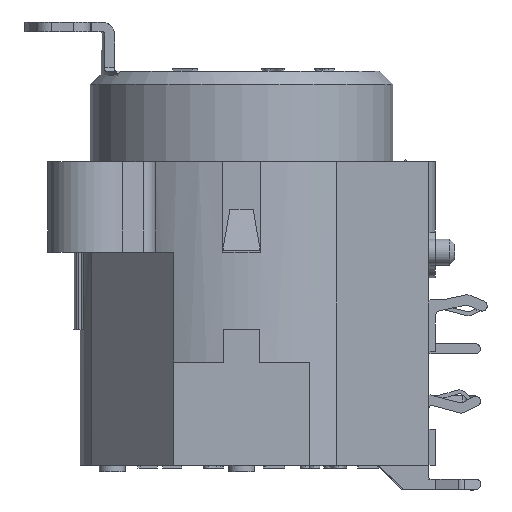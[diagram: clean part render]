
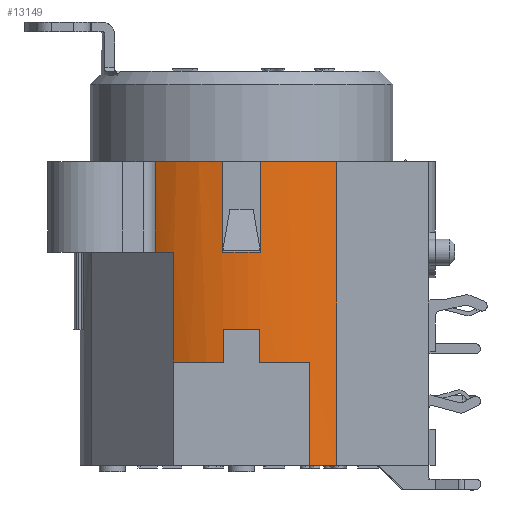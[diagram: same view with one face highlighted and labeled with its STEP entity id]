
A CAD part, left-side view. The second image highlights one B-rep face of the part: STEP entity #13149.
In plain terms, the highlighted cylindrical face has radius 13 mm (diameter 26 mm), a partial arc.
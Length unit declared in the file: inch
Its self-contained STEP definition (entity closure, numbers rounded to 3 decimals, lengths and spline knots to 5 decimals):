
#632=CYLINDRICAL_SURFACE('',#13919,0.51181);
#826=FACE_OUTER_BOUND('',#1528,.T.);
#1528=EDGE_LOOP('',(#8429,#8430,#8431,#8432,#8433,#8434,#8435,#8436,#8437,
#8438,#8439,#8440,#8441,#8442,#8443,#8444));
#2398=LINE('',#17734,#3691);
#2399=LINE('',#17738,#3692);
#2400=LINE('',#17742,#3693);
#2401=LINE('',#17746,#3694);
#2402=LINE('',#17750,#3695);
#2403=LINE('',#17754,#3696);
#2404=LINE('',#17758,#3697);
#2405=LINE('',#17761,#3698);
#3691=VECTOR('',#14886,0.3937);
#3692=VECTOR('',#14889,0.3937);
#3693=VECTOR('',#14892,0.3937);
#3694=VECTOR('',#14895,0.3937);
#3695=VECTOR('',#14898,0.3937);
#3696=VECTOR('',#14901,0.3937);
#3697=VECTOR('',#14904,0.3937);
#3698=VECTOR('',#14907,0.3937);
#4882=CIRCLE('',#13920,0.51181);
#4883=CIRCLE('',#13921,0.51181);
#4884=CIRCLE('',#13922,0.51181);
#4885=CIRCLE('',#13923,0.51181);
#4886=CIRCLE('',#13924,0.51181);
#4887=CIRCLE('',#13925,0.51181);
#4888=CIRCLE('',#13926,0.51181);
#4889=CIRCLE('',#13927,0.51181);
#5204=VERTEX_POINT('',#17730);
#5205=VERTEX_POINT('',#17731);
#5206=VERTEX_POINT('',#17733);
#5207=VERTEX_POINT('',#17735);
#5208=VERTEX_POINT('',#17737);
#5209=VERTEX_POINT('',#17739);
#5210=VERTEX_POINT('',#17741);
#5211=VERTEX_POINT('',#17743);
#5212=VERTEX_POINT('',#17745);
#5213=VERTEX_POINT('',#17747);
#5214=VERTEX_POINT('',#17749);
#5215=VERTEX_POINT('',#17751);
#5216=VERTEX_POINT('',#17753);
#5217=VERTEX_POINT('',#17755);
#5218=VERTEX_POINT('',#17757);
#5219=VERTEX_POINT('',#17759);
#6493=EDGE_CURVE('',#5204,#5205,#4882,.T.);
#6494=EDGE_CURVE('',#5205,#5206,#2398,.T.);
#6495=EDGE_CURVE('',#5206,#5207,#4883,.T.);
#6496=EDGE_CURVE('',#5207,#5208,#2399,.T.);
#6497=EDGE_CURVE('',#5208,#5209,#4884,.T.);
#6498=EDGE_CURVE('',#5210,#5209,#2400,.T.);
#6499=EDGE_CURVE('',#5211,#5210,#4885,.T.);
#6500=EDGE_CURVE('',#5211,#5212,#2401,.T.);
#6501=EDGE_CURVE('',#5212,#5213,#4886,.T.);
#6502=EDGE_CURVE('',#5213,#5214,#2402,.T.);
#6503=EDGE_CURVE('',#5215,#5214,#4887,.T.);
#6504=EDGE_CURVE('',#5215,#5216,#2403,.T.);
#6505=EDGE_CURVE('',#5216,#5217,#4888,.T.);
#6506=EDGE_CURVE('',#5217,#5218,#2404,.T.);
#6507=EDGE_CURVE('',#5218,#5219,#4889,.T.);
#6508=EDGE_CURVE('',#5219,#5204,#2405,.T.);
#8429=ORIENTED_EDGE('',*,*,#6493,.T.);
#8430=ORIENTED_EDGE('',*,*,#6494,.T.);
#8431=ORIENTED_EDGE('',*,*,#6495,.T.);
#8432=ORIENTED_EDGE('',*,*,#6496,.T.);
#8433=ORIENTED_EDGE('',*,*,#6497,.T.);
#8434=ORIENTED_EDGE('',*,*,#6498,.F.);
#8435=ORIENTED_EDGE('',*,*,#6499,.F.);
#8436=ORIENTED_EDGE('',*,*,#6500,.T.);
#8437=ORIENTED_EDGE('',*,*,#6501,.T.);
#8438=ORIENTED_EDGE('',*,*,#6502,.T.);
#8439=ORIENTED_EDGE('',*,*,#6503,.F.);
#8440=ORIENTED_EDGE('',*,*,#6504,.T.);
#8441=ORIENTED_EDGE('',*,*,#6505,.T.);
#8442=ORIENTED_EDGE('',*,*,#6506,.T.);
#8443=ORIENTED_EDGE('',*,*,#6507,.T.);
#8444=ORIENTED_EDGE('',*,*,#6508,.T.);
#13149=ADVANCED_FACE('',(#826),#632,.T.);
#13919=AXIS2_PLACEMENT_3D('',#17729,#14882,#14883);
#13920=AXIS2_PLACEMENT_3D('',#17732,#14884,#14885);
#13921=AXIS2_PLACEMENT_3D('',#17736,#14887,#14888);
#13922=AXIS2_PLACEMENT_3D('',#17740,#14890,#14891);
#13923=AXIS2_PLACEMENT_3D('',#17744,#14893,#14894);
#13924=AXIS2_PLACEMENT_3D('',#17748,#14896,#14897);
#13925=AXIS2_PLACEMENT_3D('',#17752,#14899,#14900);
#13926=AXIS2_PLACEMENT_3D('',#17756,#14902,#14903);
#13927=AXIS2_PLACEMENT_3D('',#17760,#14905,#14906);
#14882=DIRECTION('center_axis',(0.,0.,1.));
#14883=DIRECTION('ref_axis',(-1.,0.,0.));
#14884=DIRECTION('center_axis',(0.,0.,-1.));
#14885=DIRECTION('ref_axis',(0.859,-0.513,0.));
#14886=DIRECTION('',(0.,0.,-1.));
#14887=DIRECTION('center_axis',(0.,0.,
-1.));
#14888=DIRECTION('ref_axis',(-1.,0.,0.));
#14889=DIRECTION('',(0.,0.,1.));
#14890=DIRECTION('center_axis',(0.,0.,-1.));
#14891=DIRECTION('ref_axis',(0.859,-0.513,0.));
#14892=DIRECTION('',(0.,0.,1.));
#14893=DIRECTION('center_axis',(0.,0.,-1.));
#14894=DIRECTION('ref_axis',(0.859,-0.513,0.));
#14895=DIRECTION('',(0.,0.,-1.));
#14896=DIRECTION('center_axis',(0.,0.,
1.));
#14897=DIRECTION('ref_axis',(-0.823,-0.568,0.));
#14898=DIRECTION('',(0.,0.,1.));
#14899=DIRECTION('center_axis',(0.,0.,-1.));
#14900=DIRECTION('ref_axis',(-1.,0.,0.));
#14901=DIRECTION('',(0.,0.,-1.));
#14902=DIRECTION('center_axis',(0.,0.,
1.));
#14903=DIRECTION('ref_axis',(-0.823,-0.568,0.));
#14904=DIRECTION('',(0.,0.,-1.));
#14905=DIRECTION('center_axis',(0.,0.,
1.));
#14906=DIRECTION('ref_axis',(-0.823,-0.568,0.));
#14907=DIRECTION('',(0.,0.,1.));
#17729=CARTESIAN_POINT('Origin',(0.01392,0.05329,0.));
#17730=CARTESIAN_POINT('',(-0.40734,-0.23739,0.51181));
#17731=CARTESIAN_POINT('',(-0.49447,-0.00577,0.51181));
#17732=CARTESIAN_POINT('Origin',(0.01392,0.05329,0.51181));
#17733=CARTESIAN_POINT('',(-0.49447,-0.00577,0.23622));
#17734=CARTESIAN_POINT('',(-0.49447,-0.00577,0.));
#17735=CARTESIAN_POINT('',(-0.49447,0.11234,0.23622));
#17736=CARTESIAN_POINT('Origin',(0.01392,0.05329,0.23622));
#17737=CARTESIAN_POINT('',(-0.49447,0.11234,0.51181));
#17738=CARTESIAN_POINT('',(-0.49447,0.11234,0.));
#17739=CARTESIAN_POINT('',(-0.42555,0.31562,0.51181));
#17740=CARTESIAN_POINT('Origin',(0.01392,0.05329,0.51181));
#17741=CARTESIAN_POINT('',(-0.42555,0.31562,0.23622));
#17742=CARTESIAN_POINT('',(-0.42555,0.31562,0.23622));
#17743=CARTESIAN_POINT('',(-0.45458,0.25933,0.23622));
#17744=CARTESIAN_POINT('Origin',(0.01392,0.05329,0.23622));
#17745=CARTESIAN_POINT('',(-0.45458,0.25933,-0.09843));
#17746=CARTESIAN_POINT('',(-0.45458,0.25933,0.));
#17747=CARTESIAN_POINT('',(-0.49491,0.1084,-0.09843));
#17748=CARTESIAN_POINT('Origin',(0.01392,0.05329,
-0.09843));
#17749=CARTESIAN_POINT('',(-0.49491,0.1084,0.));
#17750=CARTESIAN_POINT('',(-0.49491,0.1084,-0.20669));
#17751=CARTESIAN_POINT('',(-0.49491,-0.00183,0.));
#17752=CARTESIAN_POINT('Origin',(0.01392,0.05329,0.));
#17753=CARTESIAN_POINT('',(-0.49491,-0.00183,-0.09843));
#17754=CARTESIAN_POINT('',(-0.49491,-0.00183,-0.20669));
#17755=CARTESIAN_POINT('',(-0.45458,-0.15276,-0.09843));
#17756=CARTESIAN_POINT('Origin',(0.01392,0.05329,
-0.09843));
#17757=CARTESIAN_POINT('',(-0.45458,-0.15276,-0.41339));
#17758=CARTESIAN_POINT('',(-0.45458,-0.15276,-0.20669));
#17759=CARTESIAN_POINT('',(-0.40734,-0.23739,-0.41339));
#17760=CARTESIAN_POINT('Origin',(0.01392,0.05329,
-0.41339));
#17761=CARTESIAN_POINT('',(-0.40734,-0.23739,0.23622));
